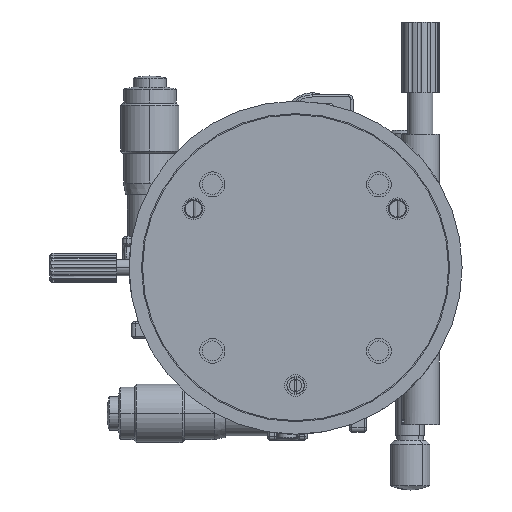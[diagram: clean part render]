
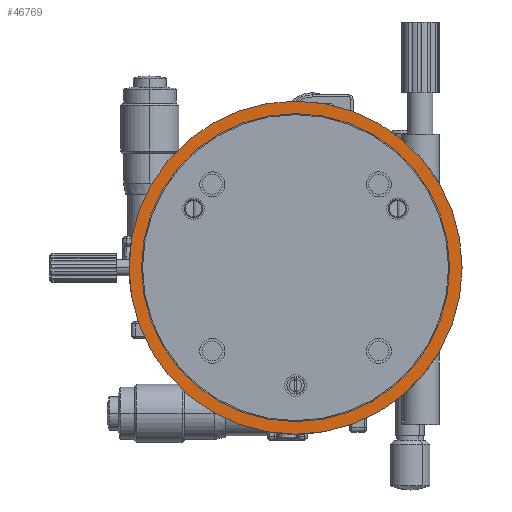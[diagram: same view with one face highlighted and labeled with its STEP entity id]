
A CAD part, front view. The second image highlights one B-rep face of the part: STEP entity #46769.
In plain terms, the highlighted planar face has unit normal (0, -1, 0).
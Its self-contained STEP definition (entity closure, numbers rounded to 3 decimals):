
#856 = EDGE_CURVE ( 'NONE', #43612, #9129, #34602, .T. ) ;
#1089 = AXIS2_PLACEMENT_3D ( 'NONE', #42546, #23151, #50384 ) ;
#3988 = ORIENTED_EDGE ( 'NONE', *, *, #21038, .F. ) ;
#5523 = CARTESIAN_POINT ( 'NONE',  ( 4.031, -25.982, 99. ) ) ;
#7250 = ORIENTED_EDGE ( 'NONE', *, *, #856, .T. ) ;
#7995 = AXIS2_PLACEMENT_3D ( 'NONE', #32634, #9361, #36555 ) ;
#9129 = VERTEX_POINT ( 'NONE', #21381 ) ;
#9267 = EDGE_LOOP ( 'NONE', ( #22357, #3988 ) ) ;
#9361 = DIRECTION ( 'NONE',  ( 0., 1., 0. ) ) ;
#9460 = DIRECTION ( 'NONE',  ( 0., 0., -1. ) ) ;
#10477 = CARTESIAN_POINT ( 'NONE',  ( 4.031, -25.982, 62. ) ) ;
#10785 = CARTESIAN_POINT ( 'NONE',  ( 4.031, -25.982, 59. ) ) ;
#12357 = VERTEX_POINT ( 'NONE', #44027 ) ;
#15180 = FACE_OUTER_BOUND ( 'NONE', #9267, .T. ) ;
#15343 = PLANE ( 'NONE',  #1089 ) ;
#16833 = CARTESIAN_POINT ( 'NONE',  ( 4.031, -25.982, 99. ) ) ;
#17383 = CARTESIAN_POINT ( 'NONE',  ( 4.031, -25.982, 99. ) ) ;
#20738 = DIRECTION ( 'NONE',  ( 0., 0., -1. ) ) ;
#21038 = EDGE_CURVE ( 'NONE', #12357, #42286, #41960, .T. ) ;
#21294 = DIRECTION ( 'NONE',  ( 0., 0., -1. ) ) ;
#21381 = CARTESIAN_POINT ( 'NONE',  ( 4.031, -25.982, 136. ) ) ;
#22042 = EDGE_CURVE ( 'NONE', #9129, #43612, #37636, .T. ) ;
#22357 = ORIENTED_EDGE ( 'NONE', *, *, #39172, .F. ) ;
#23151 = DIRECTION ( 'NONE',  ( 0., 1., 0. ) ) ;
#23238 = EDGE_LOOP ( 'NONE', ( #7250, #24168 ) ) ;
#24168 = ORIENTED_EDGE ( 'NONE', *, *, #22042, .T. ) ;
#24302 = FACE_BOUND ( 'NONE', #23238, .T. ) ;
#27106 = AXIS2_PLACEMENT_3D ( 'NONE', #17383, #44629, #21294 ) ;
#32634 = CARTESIAN_POINT ( 'NONE',  ( 4.031, -25.982, 99. ) ) ;
#32730 = DIRECTION ( 'NONE',  ( 0., 1., 0. ) ) ;
#34602 = CIRCLE ( 'NONE', #7995, 37. ) ;
#36555 = DIRECTION ( 'NONE',  ( 0., 0., -1. ) ) ;
#37636 = CIRCLE ( 'NONE', #27106, 37. ) ;
#39172 = EDGE_CURVE ( 'NONE', #42286, #12357, #49416, .T. ) ;
#39766 = AXIS2_PLACEMENT_3D ( 'NONE', #5523, #32730, #9460 ) ;
#41960 = CIRCLE ( 'NONE', #49241, 40. ) ;
#42286 = VERTEX_POINT ( 'NONE', #10785 ) ;
#42546 = CARTESIAN_POINT ( 'NONE',  ( 4.031, -25.982, 99. ) ) ;
#43612 = VERTEX_POINT ( 'NONE', #10477 ) ;
#44027 = CARTESIAN_POINT ( 'NONE',  ( 4.031, -25.982, 139. ) ) ;
#44088 = DIRECTION ( 'NONE',  ( 0., 1., 0. ) ) ;
#44629 = DIRECTION ( 'NONE',  ( 0., 1., 0. ) ) ;
#46769 = ADVANCED_FACE ( 'NONE', ( #15180, #24302 ), #15343, .F. ) ;
#49241 = AXIS2_PLACEMENT_3D ( 'NONE', #16833, #44088, #20738 ) ;
#49416 = CIRCLE ( 'NONE', #39766, 40. ) ;
#50384 = DIRECTION ( 'NONE',  ( 0., 0., 1. ) ) ;
